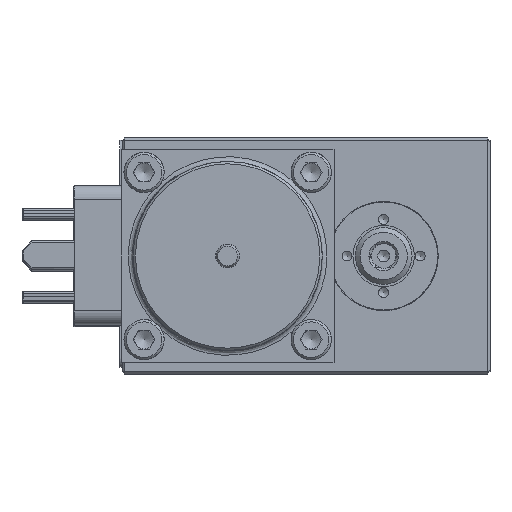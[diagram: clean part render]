
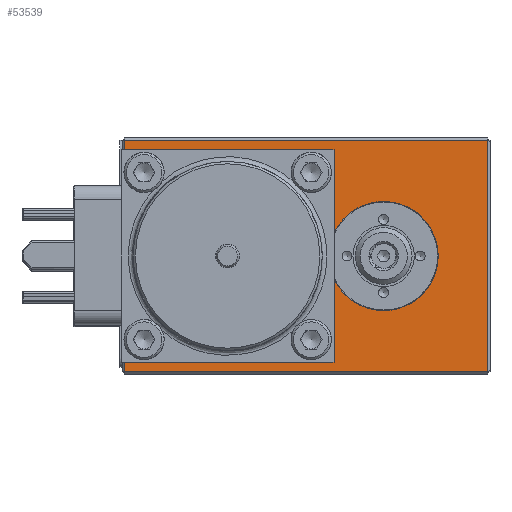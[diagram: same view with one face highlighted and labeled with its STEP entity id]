
A CAD part, left-side view. The second image highlights one B-rep face of the part: STEP entity #53539.
In plain terms, the highlighted planar face has unit normal (-1, 0, 0).
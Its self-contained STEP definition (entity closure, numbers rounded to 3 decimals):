
#1158 = CARTESIAN_POINT ( 'NONE',  ( 0., 77.3, 47.5 ) ) ;
#1436 = FACE_OUTER_BOUND ( 'NONE', #71755, .T. ) ;
#5101 = ORIENTED_EDGE ( 'NONE', *, *, #12970, .F. ) ;
#5875 = VECTOR ( 'NONE', #61101, 1000. ) ;
#7289 = LINE ( 'NONE', #66458, #68769 ) ;
#9300 = CARTESIAN_POINT ( 'NONE',  ( 0., 77.3, 0.5 ) ) ;
#9766 = VECTOR ( 'NONE', #15866, 1000. ) ;
#9785 = DIRECTION ( 'NONE',  ( 0., 0., 1. ) ) ;
#11615 = LINE ( 'NONE', #64529, #51205 ) ;
#12018 = CARTESIAN_POINT ( 'NONE',  ( 0., 33., 47.5 ) ) ;
#12970 = EDGE_CURVE ( 'NONE', #13976, #72823, #13254, .T. ) ;
#13254 = LINE ( 'NONE', #37894, #5875 ) ;
#13976 = VERTEX_POINT ( 'NONE', #60741 ) ;
#14975 = CARTESIAN_POINT ( 'NONE',  ( 0., 0., 47.5 ) ) ;
#15866 = DIRECTION ( 'NONE',  ( 0., 0., 1. ) ) ;
#16394 = VECTOR ( 'NONE', #52055, 1000. ) ;
#18818 = ORIENTED_EDGE ( 'NONE', *, *, #77563, .F. ) ;
#19357 = ORIENTED_EDGE ( 'NONE', *, *, #61222, .T. ) ;
#19772 = CARTESIAN_POINT ( 'NONE',  ( 0., 22.5, 25. ) ) ;
#21362 = CARTESIAN_POINT ( 'NONE',  ( 0., 33., 50. ) ) ;
#21864 = ORIENTED_EDGE ( 'NONE', *, *, #71429, .F. ) ;
#22243 = VECTOR ( 'NONE', #34133, 1000. ) ;
#25825 = EDGE_CURVE ( 'NONE', #28074, #66358, #40622, .T. ) ;
#26857 = CARTESIAN_POINT ( 'NONE',  ( 0., 0.5, 0.5 ) ) ;
#27143 = CARTESIAN_POINT ( 'NONE',  ( 0., 77.8, 49.5 ) ) ;
#28074 = VERTEX_POINT ( 'NONE', #1158 ) ;
#28596 = EDGE_CURVE ( 'NONE', #29882, #36654, #61528, .T. ) ;
#28851 = ORIENTED_EDGE ( 'NONE', *, *, #28596, .F. ) ;
#29292 = CARTESIAN_POINT ( 'NONE',  ( 0., 77.3, 50. ) ) ;
#29882 = VERTEX_POINT ( 'NONE', #73630 ) ;
#30284 = CARTESIAN_POINT ( 'NONE',  ( 0., 33., 29.812 ) ) ;
#31791 = VECTOR ( 'NONE', #9785, 1000. ) ;
#32527 = CARTESIAN_POINT ( 'NONE',  ( 0., 0.5, 49.5 ) ) ;
#34133 = DIRECTION ( 'NONE',  ( 0., 1., 0. ) ) ;
#34870 = VERTEX_POINT ( 'NONE', #12018 ) ;
#35365 = ORIENTED_EDGE ( 'NONE', *, *, #63283, .F. ) ;
#36654 = VERTEX_POINT ( 'NONE', #30284 ) ;
#36685 = PLANE ( 'NONE',  #61376 ) ;
#37894 = CARTESIAN_POINT ( 'NONE',  ( 0., 0., 2.5 ) ) ;
#38605 = DIRECTION ( 'NONE',  ( 0., 0., -1. ) ) ;
#38736 = VERTEX_POINT ( 'NONE', #9300 ) ;
#38861 = DIRECTION ( 'NONE',  ( 0., 1., 0. ) ) ;
#40622 = LINE ( 'NONE', #29292, #16394 ) ;
#42348 = VECTOR ( 'NONE', #76742, 1000. ) ;
#44226 = CARTESIAN_POINT ( 'NONE',  ( 0., 77.3, 50. ) ) ;
#44279 = VERTEX_POINT ( 'NONE', #26857 ) ;
#44289 = CARTESIAN_POINT ( 'NONE',  ( 0., 33., 2.5 ) ) ;
#49667 = VERTEX_POINT ( 'NONE', #32527 ) ;
#49918 = DIRECTION ( 'NONE',  ( 0., 0., 1. ) ) ;
#51205 = VECTOR ( 'NONE', #70382, 1000. ) ;
#51620 = EDGE_CURVE ( 'NONE', #72823, #29882, #11615, .T. ) ;
#52055 = DIRECTION ( 'NONE',  ( 0., 0., 1. ) ) ;
#52757 = EDGE_CURVE ( 'NONE', #49667, #44279, #7289, .T. ) ;
#53539 = ADVANCED_FACE ( 'NONE', ( #1436 ), #36685, .F. ) ;
#55741 = LINE ( 'NONE', #14975, #22243 ) ;
#57368 = EDGE_CURVE ( 'NONE', #38736, #13976, #74035, .T. ) ;
#57805 = AXIS2_PLACEMENT_3D ( 'NONE', #19772, #61322, #49918 ) ;
#60741 = CARTESIAN_POINT ( 'NONE',  ( 0., 77.3, 2.5 ) ) ;
#61018 = DIRECTION ( 'NONE',  ( 0., 0., -1. ) ) ;
#61101 = DIRECTION ( 'NONE',  ( 0., -1., 0. ) ) ;
#61222 = EDGE_CURVE ( 'NONE', #49667, #66358, #74932, .T. ) ;
#61322 = DIRECTION ( 'NONE',  ( -1., 0., 0. ) ) ;
#61376 = AXIS2_PLACEMENT_3D ( 'NONE', #68417, #62938, #38605 ) ;
#61528 = CIRCLE ( 'NONE', #57805, 11.55 ) ;
#62442 = ORIENTED_EDGE ( 'NONE', *, *, #57368, .F. ) ;
#62631 = ORIENTED_EDGE ( 'NONE', *, *, #51620, .F. ) ;
#62938 = DIRECTION ( 'NONE',  ( 1., 0., 0. ) ) ;
#63283 = EDGE_CURVE ( 'NONE', #36654, #34870, #75396, .T. ) ;
#64529 = CARTESIAN_POINT ( 'NONE',  ( 0., 33., 50. ) ) ;
#65748 = LINE ( 'NONE', #70451, #42348 ) ;
#66358 = VERTEX_POINT ( 'NONE', #67420 ) ;
#66458 = CARTESIAN_POINT ( 'NONE',  ( 0., 0.5, 50. ) ) ;
#67175 = ORIENTED_EDGE ( 'NONE', *, *, #52757, .F. ) ;
#67420 = CARTESIAN_POINT ( 'NONE',  ( 0., 77.3, 49.5 ) ) ;
#68089 = ORIENTED_EDGE ( 'NONE', *, *, #25825, .F. ) ;
#68417 = CARTESIAN_POINT ( 'NONE',  ( 0., 0., 50. ) ) ;
#68769 = VECTOR ( 'NONE', #61018, 1000. ) ;
#70382 = DIRECTION ( 'NONE',  ( 0., 0., 1. ) ) ;
#70451 = CARTESIAN_POINT ( 'NONE',  ( 0., 0., 0.5 ) ) ;
#71429 = EDGE_CURVE ( 'NONE', #44279, #38736, #65748, .T. ) ;
#71755 = EDGE_LOOP ( 'NONE', ( #18818, #35365, #28851, #62631, #5101, #62442, #21864, #67175, #19357, #68089 ) ) ;
#72090 = VECTOR ( 'NONE', #38861, 1000. ) ;
#72823 = VERTEX_POINT ( 'NONE', #44289 ) ;
#73630 = CARTESIAN_POINT ( 'NONE',  ( 0., 33., 20.188 ) ) ;
#74035 = LINE ( 'NONE', #44226, #31791 ) ;
#74932 = LINE ( 'NONE', #27143, #72090 ) ;
#75396 = LINE ( 'NONE', #21362, #9766 ) ;
#76742 = DIRECTION ( 'NONE',  ( 0., 1., 0. ) ) ;
#77563 = EDGE_CURVE ( 'NONE', #34870, #28074, #55741, .T. ) ;
